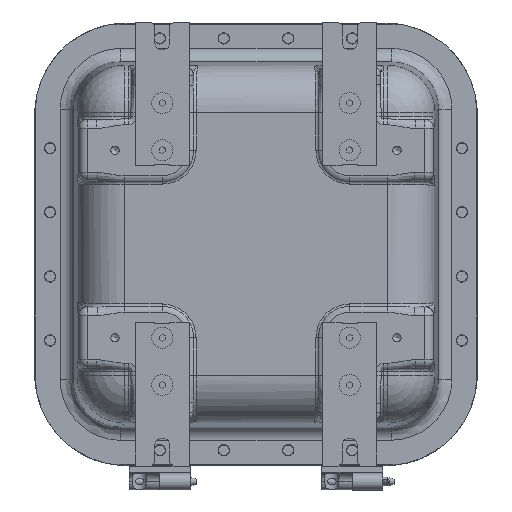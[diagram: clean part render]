
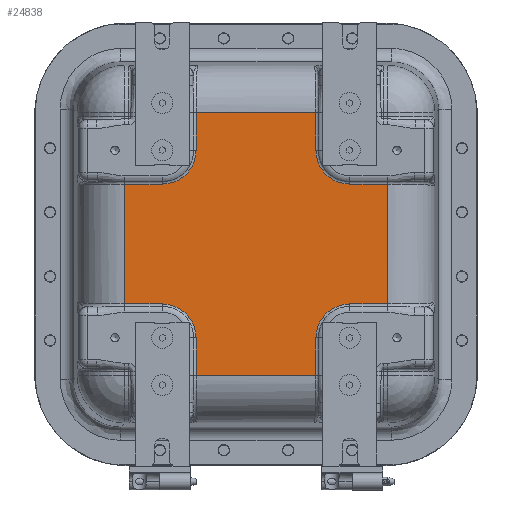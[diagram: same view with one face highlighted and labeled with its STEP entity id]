
A CAD part, top view. The second image highlights one B-rep face of the part: STEP entity #24838.
In plain terms, the highlighted planar face has unit normal (0, 0, 1).
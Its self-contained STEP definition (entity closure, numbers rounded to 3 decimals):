
#2674=LINE('',#40468,#4443);
#2794=LINE('',#42871,#4563);
#2795=LINE('',#42879,#4564);
#2796=LINE('',#42961,#4565);
#2797=LINE('',#42969,#4566);
#2800=LINE('',#43055,#4569);
#2801=LINE('',#43099,#4570);
#2802=LINE('',#43107,#4571);
#2859=LINE('',#44939,#4628);
#2860=LINE('',#44941,#4629);
#2861=LINE('',#44942,#4630);
#2862=LINE('',#44943,#4631);
#4443=VECTOR('',#29997,0.394);
#4563=VECTOR('',#30595,0.394);
#4564=VECTOR('',#30606,0.394);
#4565=VECTOR('',#30625,0.394);
#4566=VECTOR('',#30636,0.394);
#4569=VECTOR('',#30661,0.394);
#4570=VECTOR('',#30674,0.394);
#4571=VECTOR('',#30685,0.394);
#4628=VECTOR('',#31260,0.394);
#4629=VECTOR('',#31263,0.394);
#4630=VECTOR('',#31264,0.394);
#4631=VECTOR('',#31265,0.394);
#5627=PLANE('',#26929);
#7369=FACE_OUTER_BOUND('',#8995,.T.);
#8995=EDGE_LOOP('',(#20652,#20653,#20654,#20655,#20656,#20657,#20658,#20659,
#20660,#20661,#20662,#20663,#20664,#20665,#20666,#20667));
#9929=CIRCLE('',#26386,1.25);
#10073=CIRCLE('',#26631,1.25);
#10078=CIRCLE('',#26645,1.25);
#10085=CIRCLE('',#26667,1.25);
#11626=VERTEX_POINT('',#40460);
#11627=VERTEX_POINT('',#40462);
#11628=VERTEX_POINT('',#40466);
#11814=VERTEX_POINT('',#42864);
#11815=VERTEX_POINT('',#42869);
#11816=VERTEX_POINT('',#42873);
#11817=VERTEX_POINT('',#42877);
#11818=VERTEX_POINT('',#42954);
#11819=VERTEX_POINT('',#42959);
#11820=VERTEX_POINT('',#42963);
#11821=VERTEX_POINT('',#42967);
#11823=VERTEX_POINT('',#43050);
#11824=VERTEX_POINT('',#43092);
#11825=VERTEX_POINT('',#43097);
#11826=VERTEX_POINT('',#43101);
#11827=VERTEX_POINT('',#43105);
#14441=EDGE_CURVE('',#11626,#11627,#9929,.T.);
#14444=EDGE_CURVE('',#11628,#11626,#2674,.T.);
#14756=EDGE_CURVE('',#11815,#11814,#2794,.T.);
#14758=EDGE_CURVE('',#11816,#11815,#10073,.T.);
#14760=EDGE_CURVE('',#11817,#11816,#2795,.T.);
#14767=EDGE_CURVE('',#11819,#11818,#2796,.T.);
#14769=EDGE_CURVE('',#11820,#11819,#10078,.T.);
#14771=EDGE_CURVE('',#11821,#11820,#2797,.T.);
#14780=EDGE_CURVE('',#11627,#11823,#2800,.T.);
#14785=EDGE_CURVE('',#11825,#11824,#2801,.T.);
#14787=EDGE_CURVE('',#11826,#11825,#10085,.T.);
#14789=EDGE_CURVE('',#11827,#11826,#2802,.T.);
#15053=EDGE_CURVE('',#11818,#11817,#2859,.T.);
#15054=EDGE_CURVE('',#11824,#11821,#2860,.T.);
#15055=EDGE_CURVE('',#11823,#11827,#2861,.T.);
#15056=EDGE_CURVE('',#11814,#11628,#2862,.T.);
#20652=ORIENTED_EDGE('',*,*,#14760,.F.);
#20653=ORIENTED_EDGE('',*,*,#15053,.F.);
#20654=ORIENTED_EDGE('',*,*,#14767,.F.);
#20655=ORIENTED_EDGE('',*,*,#14769,.F.);
#20656=ORIENTED_EDGE('',*,*,#14771,.F.);
#20657=ORIENTED_EDGE('',*,*,#15054,.F.);
#20658=ORIENTED_EDGE('',*,*,#14785,.F.);
#20659=ORIENTED_EDGE('',*,*,#14787,.F.);
#20660=ORIENTED_EDGE('',*,*,#14789,.F.);
#20661=ORIENTED_EDGE('',*,*,#15055,.F.);
#20662=ORIENTED_EDGE('',*,*,#14780,.F.);
#20663=ORIENTED_EDGE('',*,*,#14441,.F.);
#20664=ORIENTED_EDGE('',*,*,#14444,.F.);
#20665=ORIENTED_EDGE('',*,*,#15056,.F.);
#20666=ORIENTED_EDGE('',*,*,#14756,.F.);
#20667=ORIENTED_EDGE('',*,*,#14758,.F.);
#24838=ADVANCED_FACE('',(#7369),#5627,.T.);
#26386=AXIS2_PLACEMENT_3D('',#40463,#29989,#29990);
#26631=AXIS2_PLACEMENT_3D('',#42875,#30600,#30601);
#26645=AXIS2_PLACEMENT_3D('',#42965,#30630,#30631);
#26667=AXIS2_PLACEMENT_3D('',#43103,#30679,#30680);
#26929=AXIS2_PLACEMENT_3D('',#44940,#31261,#31262);
#29989=DIRECTION('center_axis',(0.,0.,1.));
#29990=DIRECTION('ref_axis',(-0.707,-0.707,0.));
#29997=DIRECTION('',(0.,-1.,0.));
#30595=DIRECTION('',(0.,1.,0.));
#30600=DIRECTION('center_axis',(0.,0.,1.));
#30601=DIRECTION('ref_axis',(0.707,-0.707,0.));
#30606=DIRECTION('',(1.,0.,0.));
#30625=DIRECTION('',(-1.,0.,0.));
#30630=DIRECTION('center_axis',(0.,0.,1.));
#30631=DIRECTION('ref_axis',(0.707,0.707,0.));
#30636=DIRECTION('',(0.,1.,0.));
#30661=DIRECTION('',(1.,0.,0.));
#30674=DIRECTION('',(0.,-1.,0.));
#30679=DIRECTION('center_axis',(0.,0.,1.));
#30680=DIRECTION('ref_axis',(-0.707,0.707,0.));
#30685=DIRECTION('',(-1.,0.,0.));
#31260=DIRECTION('',(0.,1.,0.));
#31261=DIRECTION('center_axis',(0.,0.,1.));
#31262=DIRECTION('ref_axis',(1.,0.,0.));
#31263=DIRECTION('',(-1.,0.,0.));
#31264=DIRECTION('',(0.,-1.,0.));
#31265=DIRECTION('',(1.,0.,0.));
#40460=CARTESIAN_POINT('',(2.22,3.47,6.));
#40462=CARTESIAN_POINT('',(3.47,2.22,6.));
#40463=CARTESIAN_POINT('Origin',(3.47,3.47,6.));
#40466=CARTESIAN_POINT('',(2.22,4.869,6.));
#40468=CARTESIAN_POINT('',(2.22,1.173,6.));
#42864=CARTESIAN_POINT('',(-2.22,4.869,6.));
#42869=CARTESIAN_POINT('',(-2.22,3.47,6.));
#42871=CARTESIAN_POINT('',(-2.22,3.406,6.));
#42873=CARTESIAN_POINT('',(-3.47,2.22,6.));
#42875=CARTESIAN_POINT('Origin',(-3.47,3.47,6.));
#42877=CARTESIAN_POINT('',(-4.869,2.22,6.));
#42879=CARTESIAN_POINT('',(-1.173,2.22,6.));
#42954=CARTESIAN_POINT('',(-4.869,-2.22,6.));
#42959=CARTESIAN_POINT('',(-3.47,-2.22,6.));
#42961=CARTESIAN_POINT('',(-3.406,-2.22,6.));
#42963=CARTESIAN_POINT('',(-2.22,-3.47,6.));
#42965=CARTESIAN_POINT('Origin',(-3.47,-3.47,6.));
#42967=CARTESIAN_POINT('',(-2.22,-4.869,6.));
#42969=CARTESIAN_POINT('',(-2.22,-1.173,6.));
#43050=CARTESIAN_POINT('',(4.869,2.22,6.));
#43055=CARTESIAN_POINT('',(3.406,2.22,6.));
#43092=CARTESIAN_POINT('',(2.22,-4.869,6.));
#43097=CARTESIAN_POINT('',(2.22,-3.47,6.));
#43099=CARTESIAN_POINT('',(2.22,-3.406,6.));
#43101=CARTESIAN_POINT('',(3.47,-2.22,6.));
#43103=CARTESIAN_POINT('Origin',(3.47,-3.47,6.));
#43105=CARTESIAN_POINT('',(4.869,-2.22,6.));
#43107=CARTESIAN_POINT('',(1.173,-2.22,6.));
#44939=CARTESIAN_POINT('',(-4.869,-3.406,6.));
#44940=CARTESIAN_POINT('Origin',(0.,0.,6.));
#44941=CARTESIAN_POINT('',(3.406,-4.869,6.));
#44942=CARTESIAN_POINT('',(4.869,3.406,6.));
#44943=CARTESIAN_POINT('',(-3.406,4.869,6.));
